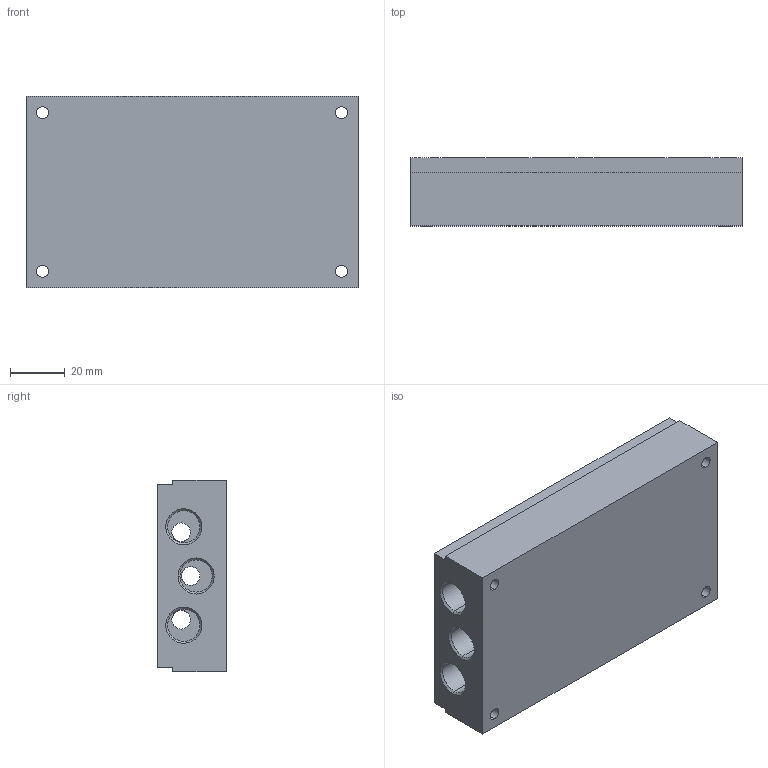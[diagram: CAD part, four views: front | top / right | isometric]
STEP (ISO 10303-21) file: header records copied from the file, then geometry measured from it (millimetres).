
FILE_DESCRIPTION (( 'STEP AP203' ), '1' );
FILE_NAME ('05.086.2.STEP', '2018-12-18T16:43:00', ( '' ), ( '' ), 'SwSTEP 2.0', 'SolidWorks 2016', '' );
FILE_SCHEMA (( 'CONFIG_CONTROL_DESIGN' ));
Length unit declared in the file: millimetre
Products named in the file (1): 05.086.2
Bounding box: 121.5 x 25 x 70 mm (x, y, z)
Volume: 186389 mm3; surface area: 38996.9 mm2
Topology: 1 solids, 1 shells, 228 faces, 558 edges, 360 vertices
Faces by surface type: cylinder 130, plane 62, cone 36
Entity records: 7935 total; most frequent: CARTESIAN_POINT 2227, DIRECTION 1240, ORIENTED_EDGE 1116, EDGE_CURVE 558, AXIS2_PLACEMENT_3D 513, VERTEX_POINT 360, EDGE_LOOP 306, CIRCLE 284
